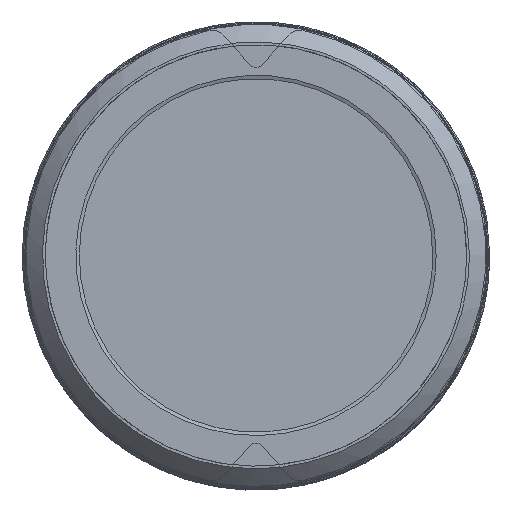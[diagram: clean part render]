
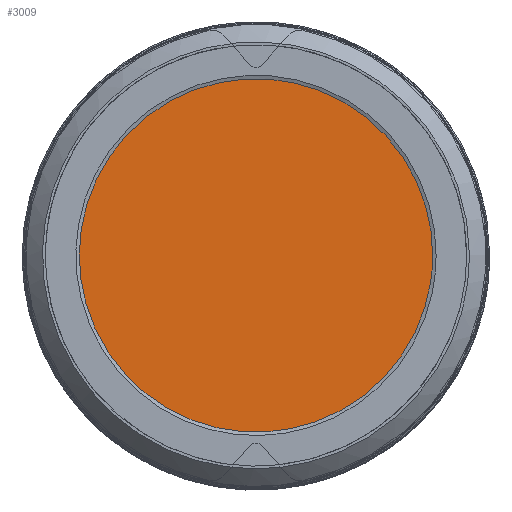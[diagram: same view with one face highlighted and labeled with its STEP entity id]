
A CAD part, top view. The second image highlights one B-rep face of the part: STEP entity #3009.
In plain terms, the highlighted free-form (B-spline) face has degree [1, 1] with [2, 2] control points.
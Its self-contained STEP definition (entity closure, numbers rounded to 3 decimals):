
#2936=CARTESIAN_POINT('',(-4.489,2.734,0.));
#2937=CARTESIAN_POINT('',(4.489,2.734,0.));
#2938=CARTESIAN_POINT('',(-4.489,-2.734,0.));
#2939=CARTESIAN_POINT('',(4.489,-2.734,0.));
#2940=B_SPLINE_SURFACE_WITH_KNOTS('',1,1,((#2936,#2937),(#2938,#2939)),.PLANE_SURF.,.F.,.F.,.U.,(2,2),(2,2),(0.003,0.997),(-0.316,1.316),.UNSPECIFIED.);
#2941=CARTESIAN_POINT('',(0.299,-2.734,0.));
#2942=VERTEX_POINT('',#2941);
#2943=CARTESIAN_POINT('',(0.299,2.734,0.));
#2944=VERTEX_POINT('',#2943);
#2945=CARTESIAN_POINT('',(0.299,-2.734,0.));
#2946=CARTESIAN_POINT('',(2.75,-2.466,0.));
#2947=CARTESIAN_POINT('',(2.75,0.,0.));
#2948=CARTESIAN_POINT('',(2.75,2.466,0.));
#2949=CARTESIAN_POINT('',(0.299,2.734,0.));
#2950=(BOUNDED_CURVE()B_SPLINE_CURVE(2,(#2945,#2946,#2947,#2948,#2949),.CIRCULAR_ARC.,.F.,.U.)B_SPLINE_CURVE_WITH_KNOTS((3,2,3),(0.019,0.25,0.481),.UNSPECIFIED.)CURVE()GEOMETRIC_REPRESENTATION_ITEM()RATIONAL_B_SPLINE_CURVE((0.959,0.729,1.,0.729,0.959))REPRESENTATION_ITEM(''));
#2951=EDGE_CURVE('',#2942,#2944,#2950,.T.);
#2952=ORIENTED_EDGE('',*,*,#2951,.T.);
#2953=CARTESIAN_POINT('',(0.074,2.483,0.));
#2954=VERTEX_POINT('',#2953);
#2955=CARTESIAN_POINT('',(0.074,2.483,0.));
#2956=CARTESIAN_POINT('',(0.299,2.734,0.));
#2957=B_SPLINE_CURVE_WITH_KNOTS('',1,(#2955,#2956),.POLYLINE_FORM.,.F.,.U.,(2,2),(0.557,0.579),.UNSPECIFIED.);
#2958=EDGE_CURVE('',#2954,#2944,#2957,.T.);
#2959=ORIENTED_EDGE('',*,*,#2958,.F.);
#2960=CARTESIAN_POINT('',(-0.074,2.483,0.));
#2961=VERTEX_POINT('',#2960);
#2962=CARTESIAN_POINT('',(-0.074,2.483,0.));
#2963=CARTESIAN_POINT('',(-0.045,2.45,0.));
#2964=CARTESIAN_POINT('',(0.045,2.45,0.));
#2965=CARTESIAN_POINT('',(0.074,2.483,0.));
#2966=(BOUNDED_CURVE()B_SPLINE_CURVE(2,(#2962,#2963,#2964,#2965),.CIRCULAR_ARC.,.F.,.U.)B_SPLINE_CURVE_WITH_KNOTS((3,1,3),(0.,0.5,1.),.UNSPECIFIED.)CURVE()GEOMETRIC_REPRESENTATION_ITEM()RATIONAL_B_SPLINE_CURVE((1.,0.834,0.834,1.))REPRESENTATION_ITEM(''));
#2967=EDGE_CURVE('',#2961,#2954,#2966,.T.);
#2968=ORIENTED_EDGE('',*,*,#2967,.F.);
#2969=CARTESIAN_POINT('',(-0.299,2.734,0.));
#2970=VERTEX_POINT('',#2969);
#2971=CARTESIAN_POINT('',(-0.299,2.734,0.));
#2972=CARTESIAN_POINT('',(-0.074,2.483,0.));
#2973=B_SPLINE_CURVE_WITH_KNOTS('',1,(#2971,#2972),.POLYLINE_FORM.,.F.,.U.,(2,2),(0.421,0.443),.UNSPECIFIED.);
#2974=EDGE_CURVE('',#2970,#2961,#2973,.T.);
#2975=ORIENTED_EDGE('',*,*,#2974,.F.);
#2976=CARTESIAN_POINT('',(-0.299,-2.734,0.));
#2977=VERTEX_POINT('',#2976);
#2978=CARTESIAN_POINT('',(-0.299,2.734,0.));
#2979=CARTESIAN_POINT('',(-2.75,2.466,0.));
#2980=CARTESIAN_POINT('',(-2.75,0.,0.));
#2981=CARTESIAN_POINT('',(-2.75,-2.466,0.));
#2982=CARTESIAN_POINT('',(-0.299,-2.734,0.));
#2983=(BOUNDED_CURVE()B_SPLINE_CURVE(2,(#2978,#2979,#2980,#2981,#2982),.CIRCULAR_ARC.,.F.,.U.)B_SPLINE_CURVE_WITH_KNOTS((3,2,3),(0.519,0.75,0.981),.UNSPECIFIED.)CURVE()GEOMETRIC_REPRESENTATION_ITEM()RATIONAL_B_SPLINE_CURVE((0.959,0.729,1.,0.729,0.959))REPRESENTATION_ITEM(''));
#2984=EDGE_CURVE('',#2970,#2977,#2983,.T.);
#2985=ORIENTED_EDGE('',*,*,#2984,.T.);
#2986=CARTESIAN_POINT('',(-0.074,-2.483,0.));
#2987=VERTEX_POINT('',#2986);
#2988=CARTESIAN_POINT('',(-0.074,-2.483,0.));
#2989=CARTESIAN_POINT('',(-0.299,-2.734,0.));
#2990=B_SPLINE_CURVE_WITH_KNOTS('',1,(#2988,#2989),.POLYLINE_FORM.,.F.,.U.,(2,2),(0.693,0.716),.UNSPECIFIED.);
#2991=EDGE_CURVE('',#2987,#2977,#2990,.T.);
#2992=ORIENTED_EDGE('',*,*,#2991,.F.);
#2993=CARTESIAN_POINT('',(0.074,-2.483,0.));
#2994=VERTEX_POINT('',#2993);
#2995=CARTESIAN_POINT('',(0.074,-2.483,0.));
#2996=CARTESIAN_POINT('',(0.045,-2.45,0.));
#2997=CARTESIAN_POINT('',(-0.045,-2.45,0.));
#2998=CARTESIAN_POINT('',(-0.074,-2.483,0.));
#2999=(BOUNDED_CURVE()B_SPLINE_CURVE(2,(#2995,#2996,#2997,#2998),.CIRCULAR_ARC.,.F.,.U.)B_SPLINE_CURVE_WITH_KNOTS((3,1,3),(0.,0.5,1.),.UNSPECIFIED.)CURVE()GEOMETRIC_REPRESENTATION_ITEM()RATIONAL_B_SPLINE_CURVE((1.,0.834,0.834,1.))REPRESENTATION_ITEM(''));
#3000=EDGE_CURVE('',#2994,#2987,#2999,.T.);
#3001=ORIENTED_EDGE('',*,*,#3000,.F.);
#3002=CARTESIAN_POINT('',(0.299,-2.734,0.));
#3003=CARTESIAN_POINT('',(0.074,-2.483,0.));
#3004=B_SPLINE_CURVE_WITH_KNOTS('',1,(#3002,#3003),.POLYLINE_FORM.,.F.,.U.,(2,2),(0.284,0.307),.UNSPECIFIED.);
#3005=EDGE_CURVE('',#2942,#2994,#3004,.T.);
#3006=ORIENTED_EDGE('',*,*,#3005,.F.);
#3007=EDGE_LOOP('',(#2952,#2959,#2968,#2975,#2985,#2992,#3001,#3006));
#3008=FACE_OUTER_BOUND('',#3007,.T.);
#3009=ADVANCED_FACE('',(#3008),#2940,.T.);
